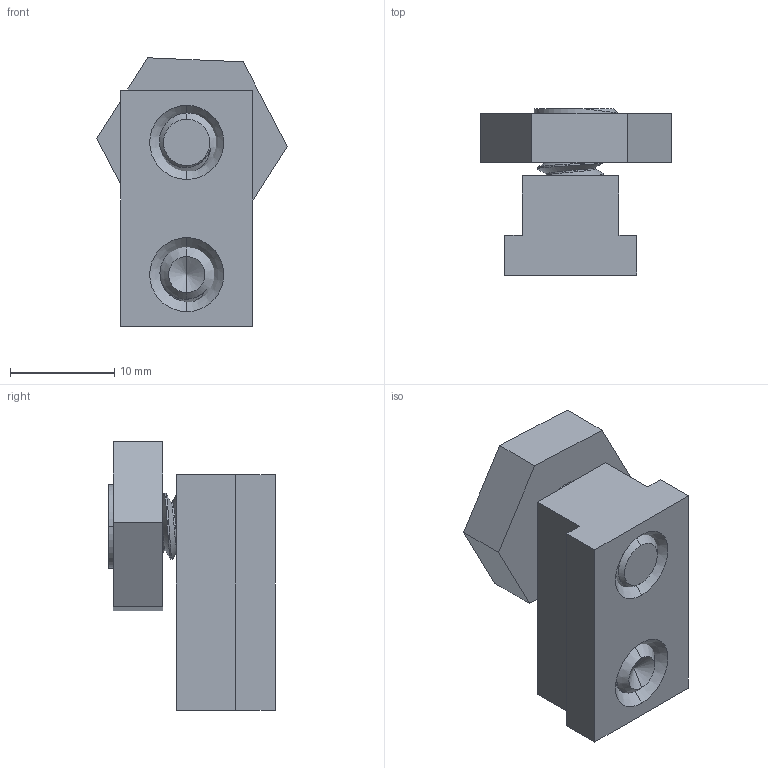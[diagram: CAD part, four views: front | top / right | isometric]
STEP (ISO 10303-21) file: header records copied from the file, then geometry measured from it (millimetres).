
FILE_DESCRIPTION (( 'STEP AP214' ), '1' );
FILE_NAME ('10420.STEP', '2020-10-08T13:39:56', ( 'Mike W' ), ( '' ), 'SwSTEP 2.0', 'SolidWorks 2018', '' );
FILE_SCHEMA (( 'AUTOMOTIVE_DESIGN' ));
Length unit declared in the file: inch
Products named in the file (7): 10582_10582; 10365_10365; (TSN) T-Nut Assemblies (English& Metric Configured)_10714; 142038 SSS_142038 SSS; TSN-Nut Bodies (Std Configured)_107141; 10420; 10204
Assembly tree (6 placements, depth 3):
  10420
    (TSN) T-Nut Assemblies (English& Metric Configured)_10714
      TSN-Nut Bodies (Std Configured)_107141
      142038 SSS_142038 SSS
    10204
      10365_10365
      10582_10582
Bounding box: 18.31 x 15.99 x 25.78 mm (x, y, z)
Volume: 3295.5 mm3; surface area: 3027 mm2
Topology: 4 solids, 4 shells, 127 faces, 305 edges, 186 vertices
Faces by surface type: cylinder 43, plane 42, cone 36, bspline 6
Entity records: 6957 total; most frequent: CARTESIAN_POINT 3957, ORIENTED_EDGE 602, DIRECTION 521, EDGE_CURVE 301, AXIS2_PLACEMENT_3D 193, VERTEX_POINT 186, EDGE_LOOP 137, VECTOR 135
